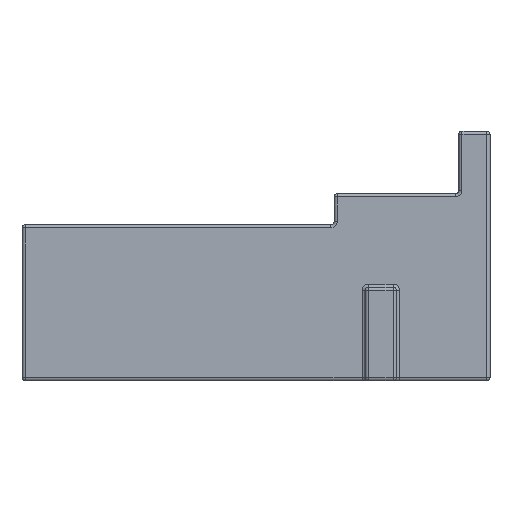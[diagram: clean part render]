
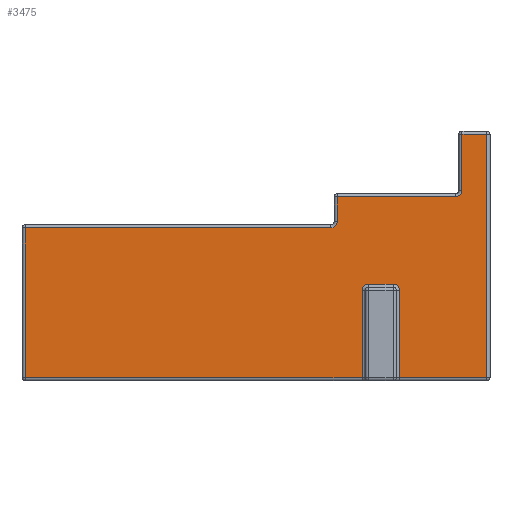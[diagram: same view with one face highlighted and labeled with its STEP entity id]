
A CAD part, left-side view. The second image highlights one B-rep face of the part: STEP entity #3475.
In plain terms, the highlighted planar face has unit normal (-1, 0, 0).
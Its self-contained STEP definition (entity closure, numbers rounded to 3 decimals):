
#52 = EDGE_CURVE ( 'NONE', #6046, #3645, #816, .T. ) ;
#66 = VECTOR ( 'NONE', #1768, 1000. ) ;
#78 = ORIENTED_EDGE ( 'NONE', *, *, #5765, .T. ) ;
#103 = CARTESIAN_POINT ( 'NONE',  ( -14.5, 29.8, 9.8 ) ) ;
#132 = LINE ( 'NONE', #5963, #5482 ) ;
#203 = CARTESIAN_POINT ( 'NONE',  ( -14.5, 5.8, 5.8 ) ) ;
#247 = AXIS2_PLACEMENT_3D ( 'NONE', #2775, #4708, #345 ) ;
#313 = LINE ( 'NONE', #6119, #66 ) ;
#314 = CARTESIAN_POINT ( 'NONE',  ( -14.5, 9.8, 11.8 ) ) ;
#321 = EDGE_CURVE ( 'NONE', #327, #4140, #2939, .T. ) ;
#327 = VERTEX_POINT ( 'NONE', #2489 ) ;
#345 = DIRECTION ( 'NONE',  ( 0., 0., -1. ) ) ;
#376 = CARTESIAN_POINT ( 'NONE',  ( -14.5, 1.8, 15.8 ) ) ;
#390 = DIRECTION ( 'NONE',  ( 0., 0., 1. ) ) ;
#457 = DIRECTION ( 'NONE',  ( 0., 0., -1. ) ) ;
#516 = ORIENTED_EDGE ( 'NONE', *, *, #4532, .F. ) ;
#542 = DIRECTION ( 'NONE',  ( 0., -1., 0. ) ) ;
#588 = DIRECTION ( 'NONE',  ( 0., 0., -1. ) ) ;
#632 = VERTEX_POINT ( 'NONE', #5818 ) ;
#670 = DIRECTION ( 'NONE',  ( 0., 0., -1. ) ) ;
#685 = CARTESIAN_POINT ( 'NONE',  ( -14.5, 10., 15.8 ) ) ;
#783 = ORIENTED_EDGE ( 'NONE', *, *, #6050, .F. ) ;
#816 = LINE ( 'NONE', #2761, #3843 ) ;
#908 = EDGE_CURVE ( 'NONE', #5205, #2114, #2519, .T. ) ;
#934 = CARTESIAN_POINT ( 'NONE',  ( -14.5, 1.8, 0. ) ) ;
#952 = DIRECTION ( 'NONE',  ( -1., 0., 0. ) ) ;
#981 = VECTOR ( 'NONE', #390, 1000. ) ;
#1030 = CARTESIAN_POINT ( 'NONE',  ( -14.5, 6., 6.2 ) ) ;
#1117 = EDGE_CURVE ( 'NONE', #6093, #6046, #1932, .T. ) ;
#1125 = VECTOR ( 'NONE', #4115, 1000. ) ;
#1245 = CARTESIAN_POINT ( 'NONE',  ( -14.5, 8.2, 0.2 ) ) ;
#1257 = EDGE_CURVE ( 'NONE', #5487, #6093, #132, .T. ) ;
#1286 = AXIS2_PLACEMENT_3D ( 'NONE', #6210, #1868, #5180 ) ;
#1358 = ORIENTED_EDGE ( 'NONE', *, *, #2715, .T. ) ;
#1397 = CIRCLE ( 'NONE', #1495, 0.4 ) ;
#1439 = CARTESIAN_POINT ( 'NONE',  ( -14.5, 10., 9.8 ) ) ;
#1456 = VECTOR ( 'NONE', #4323, 1000. ) ;
#1460 = DIRECTION ( 'NONE',  ( 0., 0., -1. ) ) ;
#1492 = EDGE_LOOP ( 'NONE', ( #3468, #4554, #1358, #4964, #3617, #516, #4589, #4846, #783, #78, #2517, #2858, #5539, #2788, #2319, #2194 ) ) ;
#1495 = AXIS2_PLACEMENT_3D ( 'NONE', #2420, #5813, #1460 ) ;
#1768 = DIRECTION ( 'NONE',  ( 0., 1., 0. ) ) ;
#1799 = CARTESIAN_POINT ( 'NONE',  ( -14.5, 5.8, 0.2 ) ) ;
#1802 = CARTESIAN_POINT ( 'NONE',  ( -14.5, 10., 0.2 ) ) ;
#1845 = VERTEX_POINT ( 'NONE', #3234 ) ;
#1868 = DIRECTION ( 'NONE',  ( -1., 0., 0. ) ) ;
#1932 = LINE ( 'NONE', #1802, #1456 ) ;
#2091 = VERTEX_POINT ( 'NONE', #2223 ) ;
#2114 = VERTEX_POINT ( 'NONE', #5110 ) ;
#2193 = VECTOR ( 'NONE', #3442, 1000. ) ;
#2194 = ORIENTED_EDGE ( 'NONE', *, *, #4199, .F. ) ;
#2214 = EDGE_CURVE ( 'NONE', #1845, #3861, #313, .T. ) ;
#2223 = CARTESIAN_POINT ( 'NONE',  ( -14.5, 0.2, 15.8 ) ) ;
#2319 = ORIENTED_EDGE ( 'NONE', *, *, #321, .T. ) ;
#2377 = DIRECTION ( 'NONE',  ( 0., 0., -1. ) ) ;
#2420 = CARTESIAN_POINT ( 'NONE',  ( -14.5, 2.2, 12.2 ) ) ;
#2487 = VERTEX_POINT ( 'NONE', #4227 ) ;
#2489 = CARTESIAN_POINT ( 'NONE',  ( -14.5, 7.8, 6.2 ) ) ;
#2517 = ORIENTED_EDGE ( 'NONE', *, *, #1257, .T. ) ;
#2519 = LINE ( 'NONE', #5431, #1125 ) ;
#2684 = CARTESIAN_POINT ( 'NONE',  ( -14.5, 6.2, 6.2 ) ) ;
#2715 = EDGE_CURVE ( 'NONE', #2114, #2091, #4316, .T. ) ;
#2761 = CARTESIAN_POINT ( 'NONE',  ( -14.5, 8.2, 0. ) ) ;
#2775 = CARTESIAN_POINT ( 'NONE',  ( -14.5, 10., 0. ) ) ;
#2788 = ORIENTED_EDGE ( 'NONE', *, *, #4992, .F. ) ;
#2814 = DIRECTION ( 'NONE',  ( 0., 0., 1. ) ) ;
#2858 = ORIENTED_EDGE ( 'NONE', *, *, #1117, .T. ) ;
#2869 = DIRECTION ( 'NONE',  ( 0., 0., -1. ) ) ;
#2877 = LINE ( 'NONE', #3425, #4414 ) ;
#2896 = LINE ( 'NONE', #1439, #2193 ) ;
#2939 = LINE ( 'NONE', #1030, #2957 ) ;
#2957 = VECTOR ( 'NONE', #542, 1000. ) ;
#3100 = EDGE_CURVE ( 'NONE', #4892, #2487, #5284, .T. ) ;
#3234 = CARTESIAN_POINT ( 'NONE',  ( -14.5, 2.2, 11.8 ) ) ;
#3293 = EDGE_CURVE ( 'NONE', #5049, #5205, #3543, .T. ) ;
#3425 = CARTESIAN_POINT ( 'NONE',  ( -14.5, 9.8, 0. ) ) ;
#3442 = DIRECTION ( 'NONE',  ( 0., 1., 0. ) ) ;
#3468 = ORIENTED_EDGE ( 'NONE', *, *, #3293, .T. ) ;
#3475 = ADVANCED_FACE ( 'NONE', ( #6213 ), #5183, .F. ) ;
#3543 = LINE ( 'NONE', #6007, #4372 ) ;
#3617 = ORIENTED_EDGE ( 'NONE', *, *, #3100, .T. ) ;
#3618 = VERTEX_POINT ( 'NONE', #5339 ) ;
#3645 = VERTEX_POINT ( 'NONE', #4455 ) ;
#3804 = EDGE_CURVE ( 'NONE', #3861, #3618, #2877, .T. ) ;
#3843 = VECTOR ( 'NONE', #2814, 1000. ) ;
#3844 = CARTESIAN_POINT ( 'NONE',  ( -14.5, 0.2, 16. ) ) ;
#3861 = VERTEX_POINT ( 'NONE', #314 ) ;
#3917 = CIRCLE ( 'NONE', #4226, 0.4 ) ;
#3971 = DIRECTION ( 'NONE',  ( 0., 1., 0. ) ) ;
#4115 = DIRECTION ( 'NONE',  ( 0., -1., 0. ) ) ;
#4140 = VERTEX_POINT ( 'NONE', #2684 ) ;
#4199 = EDGE_CURVE ( 'NONE', #5049, #4140, #3917, .T. ) ;
#4226 = AXIS2_PLACEMENT_3D ( 'NONE', #6195, #5762, #5257 ) ;
#4227 = CARTESIAN_POINT ( 'NONE',  ( -14.5, 1.8, 12.2 ) ) ;
#4299 = CARTESIAN_POINT ( 'NONE',  ( -14.5, 7.8, 5.8 ) ) ;
#4316 = LINE ( 'NONE', #3844, #981 ) ;
#4323 = DIRECTION ( 'NONE',  ( 0., -1., 0. ) ) ;
#4372 = VECTOR ( 'NONE', #670, 1000. ) ;
#4414 = VECTOR ( 'NONE', #457, 1000. ) ;
#4455 = CARTESIAN_POINT ( 'NONE',  ( -14.5, 8.2, 5.8 ) ) ;
#4501 = LINE ( 'NONE', #685, #5534 ) ;
#4532 = EDGE_CURVE ( 'NONE', #1845, #2487, #1397, .T. ) ;
#4554 = ORIENTED_EDGE ( 'NONE', *, *, #908, .T. ) ;
#4589 = ORIENTED_EDGE ( 'NONE', *, *, #2214, .T. ) ;
#4650 = CARTESIAN_POINT ( 'NONE',  ( -14.5, 29.8, 0.2 ) ) ;
#4708 = DIRECTION ( 'NONE',  ( 1., 0., 0. ) ) ;
#4731 = AXIS2_PLACEMENT_3D ( 'NONE', #4299, #952, #2377 ) ;
#4846 = ORIENTED_EDGE ( 'NONE', *, *, #3804, .T. ) ;
#4892 = VERTEX_POINT ( 'NONE', #376 ) ;
#4964 = ORIENTED_EDGE ( 'NONE', *, *, #5531, .T. ) ;
#4992 = EDGE_CURVE ( 'NONE', #327, #3645, #5736, .T. ) ;
#5049 = VERTEX_POINT ( 'NONE', #203 ) ;
#5110 = CARTESIAN_POINT ( 'NONE',  ( -14.5, 0.2, 0.2 ) ) ;
#5180 = DIRECTION ( 'NONE',  ( 0., 0., -1. ) ) ;
#5183 = PLANE ( 'NONE',  #247 ) ;
#5205 = VERTEX_POINT ( 'NONE', #1799 ) ;
#5257 = DIRECTION ( 'NONE',  ( 0., 0., -1. ) ) ;
#5284 = LINE ( 'NONE', #934, #5575 ) ;
#5339 = CARTESIAN_POINT ( 'NONE',  ( -14.5, 9.8, 10.2 ) ) ;
#5431 = CARTESIAN_POINT ( 'NONE',  ( -14.5, 10., 0.2 ) ) ;
#5482 = VECTOR ( 'NONE', #588, 1000. ) ;
#5487 = VERTEX_POINT ( 'NONE', #103 ) ;
#5531 = EDGE_CURVE ( 'NONE', #2091, #4892, #4501, .T. ) ;
#5534 = VECTOR ( 'NONE', #3971, 1000. ) ;
#5539 = ORIENTED_EDGE ( 'NONE', *, *, #52, .T. ) ;
#5575 = VECTOR ( 'NONE', #2869, 1000. ) ;
#5736 = CIRCLE ( 'NONE', #4731, 0.4 ) ;
#5762 = DIRECTION ( 'NONE',  ( -1., 0., 0. ) ) ;
#5765 = EDGE_CURVE ( 'NONE', #632, #5487, #2896, .T. ) ;
#5813 = DIRECTION ( 'NONE',  ( -1., 0., 0. ) ) ;
#5818 = CARTESIAN_POINT ( 'NONE',  ( -14.5, 10.2, 9.8 ) ) ;
#5848 = CIRCLE ( 'NONE', #1286, 0.4 ) ;
#5963 = CARTESIAN_POINT ( 'NONE',  ( -14.5, 29.8, 0. ) ) ;
#6007 = CARTESIAN_POINT ( 'NONE',  ( -14.5, 5.8, 0. ) ) ;
#6046 = VERTEX_POINT ( 'NONE', #1245 ) ;
#6050 = EDGE_CURVE ( 'NONE', #632, #3618, #5848, .T. ) ;
#6093 = VERTEX_POINT ( 'NONE', #4650 ) ;
#6119 = CARTESIAN_POINT ( 'NONE',  ( -14.5, 10., 11.8 ) ) ;
#6195 = CARTESIAN_POINT ( 'NONE',  ( -14.5, 6.2, 5.8 ) ) ;
#6210 = CARTESIAN_POINT ( 'NONE',  ( -14.5, 10.2, 10.2 ) ) ;
#6213 = FACE_OUTER_BOUND ( 'NONE', #1492, .T. ) ;
